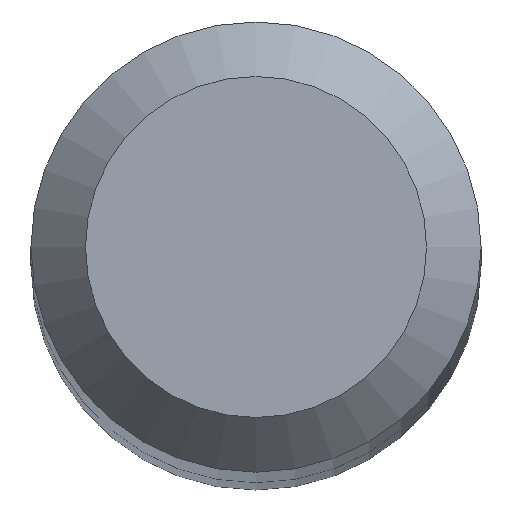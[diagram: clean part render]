
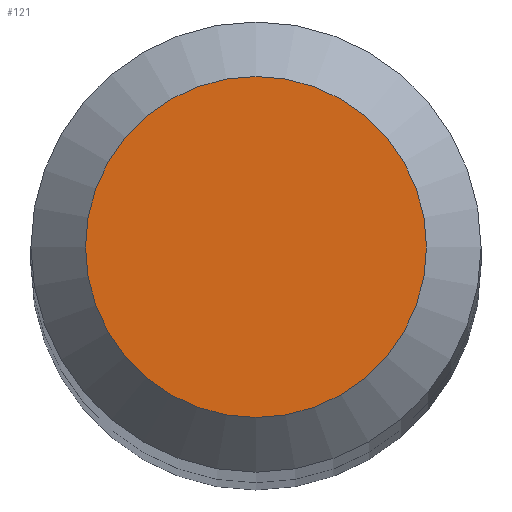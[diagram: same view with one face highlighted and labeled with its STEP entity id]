
A CAD part, top view. The second image highlights one B-rep face of the part: STEP entity #121.
In plain terms, the highlighted planar face has unit normal (0, 0, 1).
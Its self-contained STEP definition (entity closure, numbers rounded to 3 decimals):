
#16 = CARTESIAN_POINT ( 'NONE',  ( 0., 0.625, 38. ) ) ;
#27 = DIRECTION ( 'NONE',  ( 0., 1., 0. ) ) ;
#45 = VERTEX_POINT ( 'NONE', #16 ) ;
#58 = CARTESIAN_POINT ( 'NONE',  ( 0., 0., 38. ) ) ;
#108 = CIRCLE ( 'NONE', #133, 0.625 ) ;
#121 = ADVANCED_FACE ( 'NONE', ( #167 ), #122, .F. ) ;
#122 = PLANE ( 'NONE',  #198 ) ;
#133 = AXIS2_PLACEMENT_3D ( 'NONE', #58, #154, #191 ) ;
#136 = EDGE_CURVE ( 'NONE', #45, #45, #108, .T. ) ;
#140 = CARTESIAN_POINT ( 'NONE',  ( 0., 0., 38. ) ) ;
#154 = DIRECTION ( 'NONE',  ( 0., 0., -1. ) ) ;
#167 = FACE_OUTER_BOUND ( 'NONE', #171, .T. ) ;
#171 = EDGE_LOOP ( 'NONE', ( #193 ) ) ;
#185 = DIRECTION ( 'NONE',  ( 0., 0., -1. ) ) ;
#191 = DIRECTION ( 'NONE',  ( 0., 1., 0. ) ) ;
#193 = ORIENTED_EDGE ( 'NONE', *, *, #136, .F. ) ;
#198 = AXIS2_PLACEMENT_3D ( 'NONE', #140, #185, #27 ) ;
